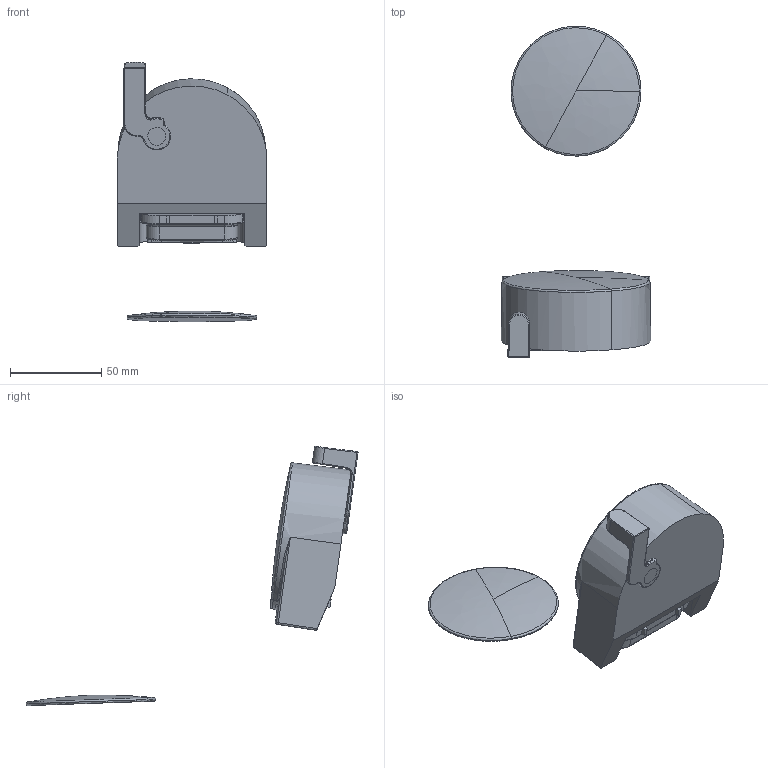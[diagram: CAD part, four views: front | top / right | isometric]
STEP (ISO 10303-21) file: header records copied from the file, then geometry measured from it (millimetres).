
FILE_DESCRIPTION(('CAx-IF Rec.Pracs.---Model Styling and Organization---1.2---2011-12-15','CAx-IF Rec.Pracs.---Geometric and Assembly Validation Properties---4.1---2014-06-16','CAx-IF Rec.Pracs.---PMI Polyline Presentation---2.0---2013-05-24'),'2;1');
FILE_NAME('1000086158_PPR_000.stp','2016-10-20T11:57:30+02:00',(''),(''),'STEP Interface 4.0.1101 by CT CoreTechnologie','3D_Evolution4.0.1101 by CT CoreTechnologie','');
FILE_SCHEMA(('AP203_CONFIGURATION_CONTROLLED_3D_DESIGN_OF_MECHANICAL_PARTS_AND_ASSEMBLIES_MIM_LF'));
Length unit declared in the file: millimetre
Products named in the file (8): P_2 HG Exafill S F-Set neu chrom 1000086158_PPR_000_A0; P_2 Abdeckung Exafill-S 1000086149_PPA_000_A0; P_2 Schwall kpl. Exafill 1000086161_PPR_000_A0; P_2 Schwallkoerper Aussenteil Exafill 1000086162_PPA_000_A0; P_2 Schwallkoerper Innenteil Exafill 1000086175_PPA_000_A0; P_2 Perlatorgehaeuse Schwall Exafill 1000086176_PPA_000_A0; P_2 Hebel Ritzel Exafill Phoenix 1000086177_PPA_000_A0; P_2 Stopfen Flexaplus 1000086178_PPA_000_A0
Assembly tree (8 placements, depth 3):
  P_2 HG Exafill S F-Set neu chrom 1000086158_PPR_000_A0
    P_2 Abdeckung Exafill-S 1000086149_PPA_000_A0
    P_2 Schwall kpl. Exafill 1000086161_PPR_000_A0
      P_2 Schwallkoerper Aussenteil Exafill 1000086162_PPA_000_A0  x2
      P_2 Schwallkoerper Innenteil Exafill 1000086175_PPA_000_A0
      P_2 Perlatorgehaeuse Schwall Exafill 1000086176_PPA_000_A0
    P_2 Hebel Ritzel Exafill Phoenix 1000086177_PPA_000_A0
    P_2 Stopfen Flexaplus 1000086178_PPA_000_A0
Bounding box: 81.95 x 181.8 x 141.94 mm (x, y, z)
Volume: 218271.9 mm3; surface area: 42909.5 mm2
Topology: 7 solids, 7 shells, 322 faces, 783 edges, 459 vertices
Faces by surface type: bspline 168, plane 84, cylinder 70
Entity records: 24036 total; most frequent: CARTESIAN_POINT 14070, ORIENTED_EDGE 1438, DIRECTION 1230, EDGE_CURVE 719, AXIS2_PLACEMENT_3D 465, VERTEX_POINT 431, CIRCLE 313, EDGE_LOOP 312
